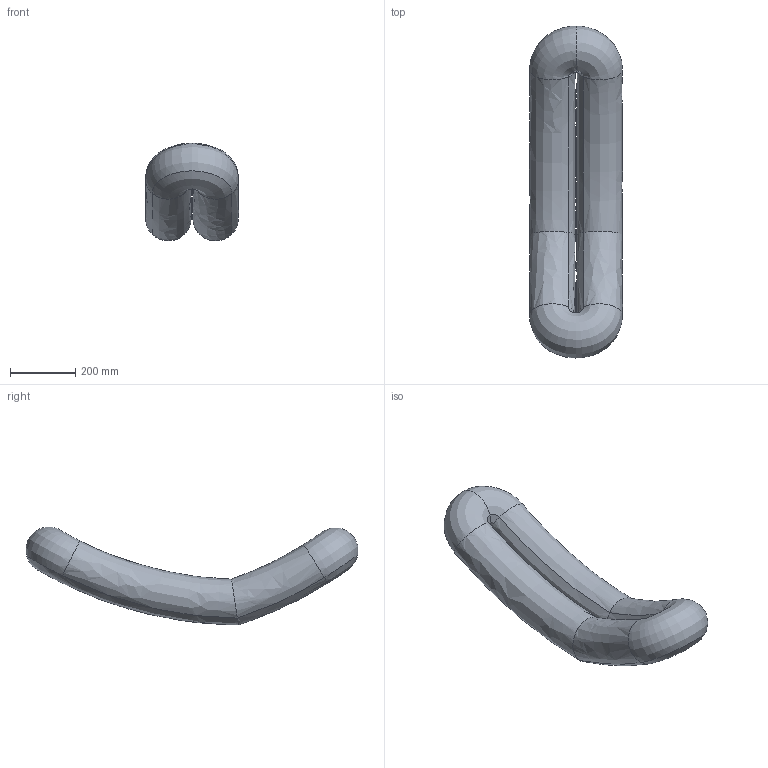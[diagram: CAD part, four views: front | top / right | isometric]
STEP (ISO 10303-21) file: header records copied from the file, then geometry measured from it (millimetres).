
FILE_DESCRIPTION(/* description */ (''),/* implementation_level */ '2;1');
FILE_NAME(/* name */ 'protect_torus',/* time_stamp */ '2024-11-15T16:49:51+01:00',/* author */ (''),/* organization */ (''),/* preprocessor_version */ 'ST-DEVELOPER v19.2',/* originating_system */ 'Rhino 8.12',/* authorisation */ '');
FILE_SCHEMA (('CONFIG_CONTROL_DESIGN'));
Length unit declared in the file: millimetre
Products named in the file (1): Document
Bounding box: 285 x 1016.79 x 299.58 mm (x, y, z)
Volume: 31671291.8 mm3; surface area: 904880.7 mm2
Topology: 1 solids, 1 shells, 14 faces, 32 edges, 18 vertices
Faces by surface type: bspline 14
Entity records: 2100 total; most frequent: CARTESIAN_POINT 1794, ORIENTED_EDGE 64, EDGE_CURVE 32, DIRECTION 24, VERTEX_POINT 18, ADVANCED_FACE 14, FACE_OUTER_BOUND 14, EDGE_LOOP 14
